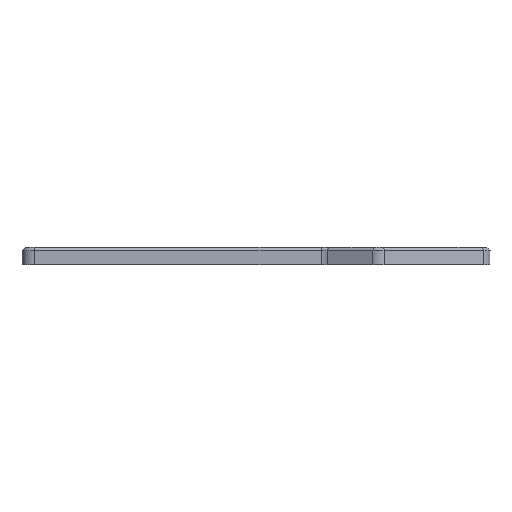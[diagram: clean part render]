
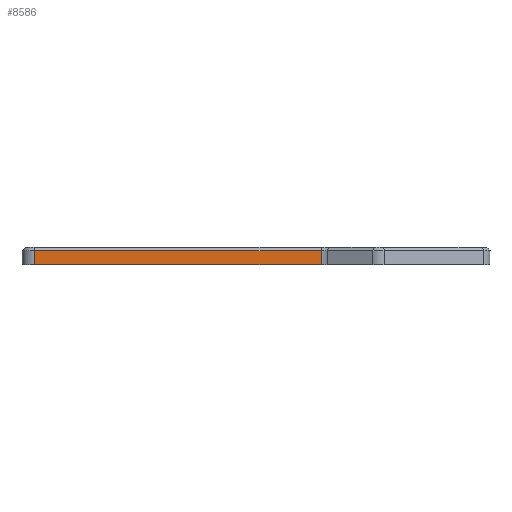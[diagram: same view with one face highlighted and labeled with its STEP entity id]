
A CAD part, left-side view. The second image highlights one B-rep face of the part: STEP entity #8586.
In plain terms, the highlighted planar face has unit normal (-1, 0, 0).
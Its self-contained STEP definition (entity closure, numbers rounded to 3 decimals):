
#1528 = PLANE('',#1529);
#1529 = AXIS2_PLACEMENT_3D('',#1530,#1531,#1532);
#1530 = CARTESIAN_POINT('',(79.774,-110.417,17.5));
#1531 = DIRECTION('',(-0.707,0.,0.707));
#1532 = DIRECTION('',(-0.,-1.,-0.));
#2951 = PLANE('',#2952);
#2952 = AXIS2_PLACEMENT_3D('',#2953,#2954,#2955);
#2953 = CARTESIAN_POINT('',(151.035,-91.787,13.));
#2954 = DIRECTION('',(0.,0.,1.));
#2955 = DIRECTION('',(0.,1.,0.));
#5035 = VERTEX_POINT('',#5036);
#5036 = CARTESIAN_POINT('',(79.274,-29.5,17.));
#5072 = CYLINDRICAL_SURFACE('',#5073,3.5);
#5073 = AXIS2_PLACEMENT_3D('',#5074,#5075,#5076);
#5074 = CARTESIAN_POINT('',(82.774,-29.5,13.));
#5075 = DIRECTION('',(0.,0.,1.));
#5076 = DIRECTION('',(0.,1.,0.));
#5145 = VERTEX_POINT('',#5146);
#5146 = CARTESIAN_POINT('',(79.274,-110.417,17.));
#5167 = EDGE_CURVE('',#5145,#5035,#5168,.T.);
#5168 = SURFACE_CURVE('',#5169,(#5173,#5180),.PCURVE_S1.);
#5169 = LINE('',#5170,#5171);
#5170 = CARTESIAN_POINT('',(79.274,-110.417,17.));
#5171 = VECTOR('',#5172,1.);
#5172 = DIRECTION('',(0.,1.,0.));
#5173 = PCURVE('',#1528,#5174);
#5174 = DEFINITIONAL_REPRESENTATION('',(#5175),#5179);
#5175 = LINE('',#5176,#5177);
#5176 = CARTESIAN_POINT('',(-0.,-0.707));
#5177 = VECTOR('',#5178,1.);
#5178 = DIRECTION('',(-1.,0.));
#5179 = ( GEOMETRIC_REPRESENTATION_CONTEXT(2) 
PARAMETRIC_REPRESENTATION_CONTEXT() REPRESENTATION_CONTEXT('2D SPACE',''
  ) );
#5180 = PCURVE('',#5181,#5186);
#5181 = PLANE('',#5182);
#5182 = AXIS2_PLACEMENT_3D('',#5183,#5184,#5185);
#5183 = CARTESIAN_POINT('',(79.274,-111.301,13.));
#5184 = DIRECTION('',(-1.,0.,0.));
#5185 = DIRECTION('',(0.,1.,0.));
#5186 = DEFINITIONAL_REPRESENTATION('',(#5187),#5191);
#5187 = LINE('',#5188,#5189);
#5188 = CARTESIAN_POINT('',(0.884,-4.));
#5189 = VECTOR('',#5190,1.);
#5190 = DIRECTION('',(1.,0.));
#5191 = ( GEOMETRIC_REPRESENTATION_CONTEXT(2) 
PARAMETRIC_REPRESENTATION_CONTEXT() REPRESENTATION_CONTEXT('2D SPACE',''
  ) );
#5290 = CYLINDRICAL_SURFACE('',#5291,3.5);
#5291 = AXIS2_PLACEMENT_3D('',#5292,#5293,#5294);
#5292 = CARTESIAN_POINT('',(75.774,-110.417,13.));
#5293 = DIRECTION('',(0.,0.,1.));
#5294 = DIRECTION('',(1.,0.,0.));
#7371 = VERTEX_POINT('',#7372);
#7372 = CARTESIAN_POINT('',(79.274,-29.5,13.));
#7394 = EDGE_CURVE('',#7395,#7371,#7397,.T.);
#7395 = VERTEX_POINT('',#7396);
#7396 = CARTESIAN_POINT('',(79.274,-110.417,13.));
#7397 = SURFACE_CURVE('',#7398,(#7402,#7409),.PCURVE_S1.);
#7398 = LINE('',#7399,#7400);
#7399 = CARTESIAN_POINT('',(79.274,-111.301,13.));
#7400 = VECTOR('',#7401,1.);
#7401 = DIRECTION('',(0.,1.,0.));
#7402 = PCURVE('',#2951,#7403);
#7403 = DEFINITIONAL_REPRESENTATION('',(#7404),#7408);
#7404 = LINE('',#7405,#7406);
#7405 = CARTESIAN_POINT('',(-19.514,71.762));
#7406 = VECTOR('',#7407,1.);
#7407 = DIRECTION('',(1.,0.));
#7408 = ( GEOMETRIC_REPRESENTATION_CONTEXT(2) 
PARAMETRIC_REPRESENTATION_CONTEXT() REPRESENTATION_CONTEXT('2D SPACE',''
  ) );
#7409 = PCURVE('',#5181,#7410);
#7410 = DEFINITIONAL_REPRESENTATION('',(#7411),#7415);
#7411 = LINE('',#7412,#7413);
#7412 = CARTESIAN_POINT('',(0.,0.));
#7413 = VECTOR('',#7414,1.);
#7414 = DIRECTION('',(1.,0.));
#7415 = ( GEOMETRIC_REPRESENTATION_CONTEXT(2) 
PARAMETRIC_REPRESENTATION_CONTEXT() REPRESENTATION_CONTEXT('2D SPACE',''
  ) );
#8538 = EDGE_CURVE('',#7371,#5035,#8539,.T.);
#8539 = SURFACE_CURVE('',#8540,(#8544,#8551),.PCURVE_S1.);
#8540 = LINE('',#8541,#8542);
#8541 = CARTESIAN_POINT('',(79.274,-29.5,13.));
#8542 = VECTOR('',#8543,1.);
#8543 = DIRECTION('',(0.,0.,1.));
#8544 = PCURVE('',#5072,#8545);
#8545 = DEFINITIONAL_REPRESENTATION('',(#8546),#8550);
#8546 = LINE('',#8547,#8548);
#8547 = CARTESIAN_POINT('',(1.571,0.));
#8548 = VECTOR('',#8549,1.);
#8549 = DIRECTION('',(0.,1.));
#8550 = ( GEOMETRIC_REPRESENTATION_CONTEXT(2) 
PARAMETRIC_REPRESENTATION_CONTEXT() REPRESENTATION_CONTEXT('2D SPACE',''
  ) );
#8551 = PCURVE('',#5181,#8552);
#8552 = DEFINITIONAL_REPRESENTATION('',(#8553),#8557);
#8553 = LINE('',#8554,#8555);
#8554 = CARTESIAN_POINT('',(81.801,0.));
#8555 = VECTOR('',#8556,1.);
#8556 = DIRECTION('',(0.,-1.));
#8557 = ( GEOMETRIC_REPRESENTATION_CONTEXT(2) 
PARAMETRIC_REPRESENTATION_CONTEXT() REPRESENTATION_CONTEXT('2D SPACE',''
  ) );
#8586 = ADVANCED_FACE('',(#8587),#5181,.T.);
#8587 = FACE_BOUND('',#8588,.T.);
#8588 = EDGE_LOOP('',(#8589,#8610,#8611,#8612));
#8589 = ORIENTED_EDGE('',*,*,#8590,.T.);
#8590 = EDGE_CURVE('',#7395,#5145,#8591,.T.);
#8591 = SURFACE_CURVE('',#8592,(#8596,#8603),.PCURVE_S1.);
#8592 = LINE('',#8593,#8594);
#8593 = CARTESIAN_POINT('',(79.274,-110.417,13.));
#8594 = VECTOR('',#8595,1.);
#8595 = DIRECTION('',(0.,0.,1.));
#8596 = PCURVE('',#5181,#8597);
#8597 = DEFINITIONAL_REPRESENTATION('',(#8598),#8602);
#8598 = LINE('',#8599,#8600);
#8599 = CARTESIAN_POINT('',(0.884,0.));
#8600 = VECTOR('',#8601,1.);
#8601 = DIRECTION('',(0.,-1.));
#8602 = ( GEOMETRIC_REPRESENTATION_CONTEXT(2) 
PARAMETRIC_REPRESENTATION_CONTEXT() REPRESENTATION_CONTEXT('2D SPACE',''
  ) );
#8603 = PCURVE('',#5290,#8604);
#8604 = DEFINITIONAL_REPRESENTATION('',(#8605),#8609);
#8605 = LINE('',#8606,#8607);
#8606 = CARTESIAN_POINT('',(-0.,0.));
#8607 = VECTOR('',#8608,1.);
#8608 = DIRECTION('',(-0.,1.));
#8609 = ( GEOMETRIC_REPRESENTATION_CONTEXT(2) 
PARAMETRIC_REPRESENTATION_CONTEXT() REPRESENTATION_CONTEXT('2D SPACE',''
  ) );
#8610 = ORIENTED_EDGE('',*,*,#5167,.T.);
#8611 = ORIENTED_EDGE('',*,*,#8538,.F.);
#8612 = ORIENTED_EDGE('',*,*,#7394,.F.);
